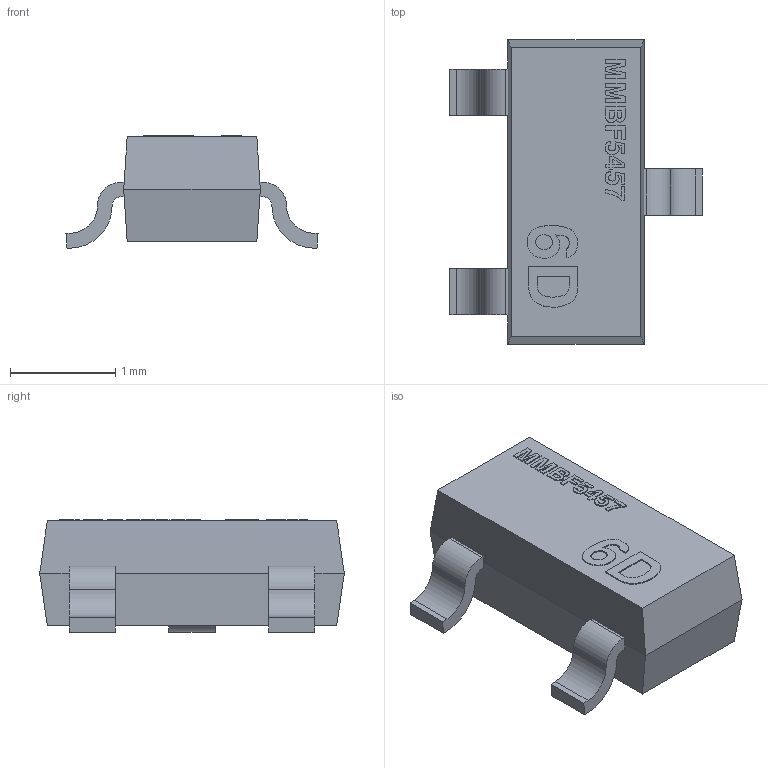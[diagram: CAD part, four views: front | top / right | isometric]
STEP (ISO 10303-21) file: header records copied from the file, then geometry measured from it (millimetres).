
FILE_DESCRIPTION(('FreeCAD Model'),'2;1');
FILE_NAME('ON_Semi_MMBF5457.step','2019-07-22T11:15:45',('Author'),(''), 'Open CASCADE STEP processor 7.3','FreeCAD','Unknown');
FILE_SCHEMA(('AUTOMOTIVE_DESIGN { 1 0 10303 214 1 1 1 1 }'));
Length unit declared in the file: millimetre
Products named in the file (1): MMBF5457
Bounding box: 2.4 x 2.9 x 1.07 mm (x, y, z)
Volume: 3.7 mm3; surface area: 18 mm2
Topology: 1 solids, 1 shells, 231 faces, 638 edges, 424 vertices
Faces by surface type: plane 129, extrusion 82, cylinder 12, bspline 8
Entity records: 9036 total; most frequent: CARTESIAN_POINT 1880, ORIENTED_EDGE 1276, DIRECTION 838, EDGE_CURVE 638, VECTOR 506, VERTEX_POINT 424, LINE 424, B_SPLINE_CURVE_WITH_KNOTS 272
